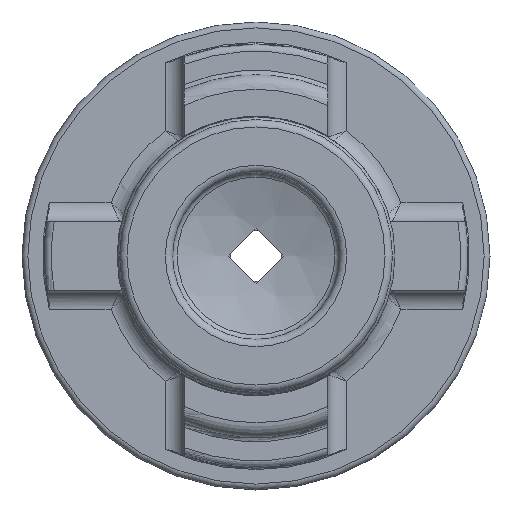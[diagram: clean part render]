
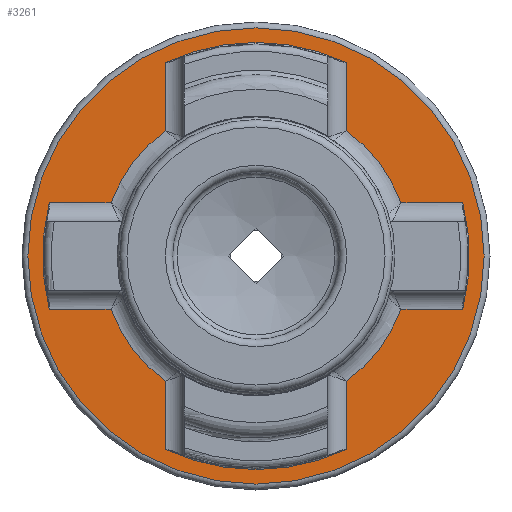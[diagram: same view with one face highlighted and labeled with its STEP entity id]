
A CAD part, left-side view. The second image highlights one B-rep face of the part: STEP entity #3261.
In plain terms, the highlighted planar face has unit normal (-1, 0, 0).
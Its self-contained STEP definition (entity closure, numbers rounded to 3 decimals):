
#19 = AXIS2_PLACEMENT_3D ( 'NONE', #85, #1260, #3074 ) ;
#47 = DIRECTION ( 'NONE',  ( 0., 0., 1. ) ) ;
#75 = CARTESIAN_POINT ( 'NONE',  ( 23.8, 0., 0. ) ) ;
#85 = CARTESIAN_POINT ( 'NONE',  ( 23.8, 0., 0. ) ) ;
#91 = VECTOR ( 'NONE', #3331, 1000. ) ;
#141 = CARTESIAN_POINT ( 'NONE',  ( 23.8, 9.909, -3.65 ) ) ;
#167 = EDGE_CURVE ( 'NONE', #2984, #1154, #998, .T. ) ;
#179 = VECTOR ( 'NONE', #2822, 1000. ) ;
#232 = CIRCLE ( 'NONE', #3603, 10.56 ) ;
#245 = VERTEX_POINT ( 'NONE', #1647 ) ;
#278 = VECTOR ( 'NONE', #1043, 1000. ) ;
#297 = ORIENTED_EDGE ( 'NONE', *, *, #2572, .F. ) ;
#317 = CARTESIAN_POINT ( 'NONE',  ( 23.8, 0., 15.6 ) ) ;
#351 = DIRECTION ( 'NONE',  ( 0., 0., 1. ) ) ;
#368 = VERTEX_POINT ( 'NONE', #771 ) ;
#404 = CARTESIAN_POINT ( 'NONE',  ( 23.8, -14.136, 3.65 ) ) ;
#460 = AXIS2_PLACEMENT_3D ( 'NONE', #3158, #801, #3496 ) ;
#469 = CARTESIAN_POINT ( 'NONE',  ( 23.8, 14.136, 3.65 ) ) ;
#486 = ORIENTED_EDGE ( 'NONE', *, *, #1577, .T. ) ;
#506 = EDGE_CURVE ( 'NONE', #2035, #1052, #952, .T. ) ;
#511 = CARTESIAN_POINT ( 'NONE',  ( 23.8, 0., 0. ) ) ;
#525 = ORIENTED_EDGE ( 'NONE', *, *, #1630, .T. ) ;
#581 = ORIENTED_EDGE ( 'NONE', *, *, #3588, .T. ) ;
#598 = ORIENTED_EDGE ( 'NONE', *, *, #2759, .T. ) ;
#604 = ORIENTED_EDGE ( 'NONE', *, *, #1375, .T. ) ;
#620 = CARTESIAN_POINT ( 'NONE',  ( 23.8, 6.2, -13.218 ) ) ;
#630 = EDGE_CURVE ( 'NONE', #2984, #1432, #1861, .T. ) ;
#638 = ORIENTED_EDGE ( 'NONE', *, *, #2898, .T. ) ;
#647 = LINE ( 'NONE', #3413, #278 ) ;
#716 = ORIENTED_EDGE ( 'NONE', *, *, #1551, .T. ) ;
#771 = CARTESIAN_POINT ( 'NONE',  ( 23.8, -6.2, 8.548 ) ) ;
#786 = EDGE_CURVE ( 'NONE', #1740, #3663, #647, .T. ) ;
#799 = AXIS2_PLACEMENT_3D ( 'NONE', #75, #2399, #3345 ) ;
#801 = DIRECTION ( 'NONE',  ( 1., 0., 0. ) ) ;
#811 = CARTESIAN_POINT ( 'NONE',  ( 23.8, 6.2, -8.548 ) ) ;
#844 = CARTESIAN_POINT ( 'NONE',  ( 23.8, 6.2, 0. ) ) ;
#857 = CIRCLE ( 'NONE', #1001, 14.6 ) ;
#906 = DIRECTION ( 'NONE',  ( 0., 0., -1. ) ) ;
#922 = DIRECTION ( 'NONE',  ( -1., 0., 0. ) ) ;
#949 = CARTESIAN_POINT ( 'NONE',  ( 23.8, -9.909, -3.65 ) ) ;
#952 = LINE ( 'NONE', #2449, #91 ) ;
#986 = CARTESIAN_POINT ( 'NONE',  ( 23.8, 14.6, -3.65 ) ) ;
#998 = CIRCLE ( 'NONE', #1262, 14.6 ) ;
#1001 = AXIS2_PLACEMENT_3D ( 'NONE', #2173, #3371, #47 ) ;
#1026 = DIRECTION ( 'NONE',  ( 0., -1., 0. ) ) ;
#1034 = VERTEX_POINT ( 'NONE', #317 ) ;
#1043 = DIRECTION ( 'NONE',  ( 0., 0., -1. ) ) ;
#1052 = VERTEX_POINT ( 'NONE', #1831 ) ;
#1075 = DIRECTION ( 'NONE',  ( 1., 0., 0. ) ) ;
#1116 = CARTESIAN_POINT ( 'NONE',  ( 23.8, -14.136, -3.65 ) ) ;
#1154 = VERTEX_POINT ( 'NONE', #404 ) ;
#1215 = EDGE_LOOP ( 'NONE', ( #3037, #3584, #3340, #1557, #297, #525, #2045, #486, #1732, #1979, #598, #638, #3530, #2056, #604, #716 ) ) ;
#1217 = CARTESIAN_POINT ( 'NONE',  ( 23.8, 0., 0. ) ) ;
#1224 = CARTESIAN_POINT ( 'NONE',  ( 23.8, -6.2, -8.548 ) ) ;
#1239 = FACE_BOUND ( 'NONE', #1215, .T. ) ;
#1240 = EDGE_CURVE ( 'NONE', #2858, #1636, #232, .T. ) ;
#1260 = DIRECTION ( 'NONE',  ( -1., 0., 0. ) ) ;
#1262 = AXIS2_PLACEMENT_3D ( 'NONE', #2791, #2756, #2171 ) ;
#1268 = CARTESIAN_POINT ( 'NONE',  ( 23.8, -8.957, -3.65 ) ) ;
#1269 = CARTESIAN_POINT ( 'NONE',  ( 23.8, -6.2, 7.857 ) ) ;
#1325 = AXIS2_PLACEMENT_3D ( 'NONE', #1217, #1774, #906 ) ;
#1342 = DIRECTION ( 'NONE',  ( 0., 0., -1. ) ) ;
#1375 = EDGE_CURVE ( 'NONE', #368, #2894, #2506, .T. ) ;
#1401 = EDGE_LOOP ( 'NONE', ( #581 ) ) ;
#1432 = VERTEX_POINT ( 'NONE', #949 ) ;
#1434 = EDGE_CURVE ( 'NONE', #2820, #1623, #1519, .T. ) ;
#1464 = EDGE_CURVE ( 'NONE', #2035, #245, #857, .T. ) ;
#1519 = CIRCLE ( 'NONE', #19, 14.6 ) ;
#1551 = EDGE_CURVE ( 'NONE', #2894, #1154, #3841, .T. ) ;
#1557 = ORIENTED_EDGE ( 'NONE', *, *, #786, .T. ) ;
#1577 = EDGE_CURVE ( 'NONE', #1636, #245, #3669, .T. ) ;
#1593 = AXIS2_PLACEMENT_3D ( 'NONE', #2386, #922, #351 ) ;
#1604 = AXIS2_PLACEMENT_3D ( 'NONE', #2875, #1075, #3769 ) ;
#1623 = VERTEX_POINT ( 'NONE', #2488 ) ;
#1630 = EDGE_CURVE ( 'NONE', #2060, #2858, #2142, .T. ) ;
#1636 = VERTEX_POINT ( 'NONE', #141 ) ;
#1641 = DIRECTION ( 'NONE',  ( 1., 0., 0. ) ) ;
#1647 = CARTESIAN_POINT ( 'NONE',  ( 23.8, 14.136, -3.65 ) ) ;
#1662 = VECTOR ( 'NONE', #2203, 1000. ) ;
#1732 = ORIENTED_EDGE ( 'NONE', *, *, #1464, .F. ) ;
#1740 = VERTEX_POINT ( 'NONE', #1224 ) ;
#1768 = LINE ( 'NONE', #844, #2704 ) ;
#1774 = DIRECTION ( 'NONE',  ( 1., 0., 0. ) ) ;
#1831 = CARTESIAN_POINT ( 'NONE',  ( 23.8, 9.909, 3.65 ) ) ;
#1854 = EDGE_CURVE ( 'NONE', #2820, #368, #2359, .T. ) ;
#1861 = LINE ( 'NONE', #1268, #3401 ) ;
#1979 = ORIENTED_EDGE ( 'NONE', *, *, #506, .T. ) ;
#1983 = CARTESIAN_POINT ( 'NONE',  ( 23.8, -9.909, 3.65 ) ) ;
#2020 = DIRECTION ( 'NONE',  ( 0., 0., 1. ) ) ;
#2035 = VERTEX_POINT ( 'NONE', #469 ) ;
#2045 = ORIENTED_EDGE ( 'NONE', *, *, #1240, .T. ) ;
#2056 = ORIENTED_EDGE ( 'NONE', *, *, #1854, .T. ) ;
#2060 = VERTEX_POINT ( 'NONE', #620 ) ;
#2142 = LINE ( 'NONE', #3084, #1662 ) ;
#2171 = DIRECTION ( 'NONE',  ( 0., 0., 1. ) ) ;
#2173 = CARTESIAN_POINT ( 'NONE',  ( 23.8, 0., 0. ) ) ;
#2203 = DIRECTION ( 'NONE',  ( 0., 0., 1. ) ) ;
#2280 = CIRCLE ( 'NONE', #1593, 14.6 ) ;
#2285 = VERTEX_POINT ( 'NONE', #2798 ) ;
#2359 = LINE ( 'NONE', #1269, #179 ) ;
#2365 = VECTOR ( 'NONE', #1026, 1000. ) ;
#2386 = CARTESIAN_POINT ( 'NONE',  ( 23.8, 0., 0. ) ) ;
#2399 = DIRECTION ( 'NONE',  ( 1., 0., 0. ) ) ;
#2449 = CARTESIAN_POINT ( 'NONE',  ( 23.8, 14.6, 3.65 ) ) ;
#2488 = CARTESIAN_POINT ( 'NONE',  ( 23.8, 6.2, 13.218 ) ) ;
#2502 = VECTOR ( 'NONE', #2517, 1000. ) ;
#2506 = CIRCLE ( 'NONE', #1325, 10.56 ) ;
#2517 = DIRECTION ( 'NONE',  ( 0., 1., 0. ) ) ;
#2547 = CIRCLE ( 'NONE', #799, 10.56 ) ;
#2572 = EDGE_CURVE ( 'NONE', #2060, #3663, #2280, .T. ) ;
#2581 = PLANE ( 'NONE',  #1604 ) ;
#2704 = VECTOR ( 'NONE', #2020, 1000. ) ;
#2756 = DIRECTION ( 'NONE',  ( -1., 0., 0. ) ) ;
#2759 = EDGE_CURVE ( 'NONE', #1052, #2285, #3759, .T. ) ;
#2791 = CARTESIAN_POINT ( 'NONE',  ( 23.8, 0., 0. ) ) ;
#2798 = CARTESIAN_POINT ( 'NONE',  ( 23.8, 6.2, 8.548 ) ) ;
#2820 = VERTEX_POINT ( 'NONE', #3201 ) ;
#2822 = DIRECTION ( 'NONE',  ( 0., 0., -1. ) ) ;
#2858 = VERTEX_POINT ( 'NONE', #811 ) ;
#2875 = CARTESIAN_POINT ( 'NONE',  ( 23.8, 14.6, 0. ) ) ;
#2894 = VERTEX_POINT ( 'NONE', #1983 ) ;
#2898 = EDGE_CURVE ( 'NONE', #2285, #1623, #1768, .T. ) ;
#2909 = DIRECTION ( 'NONE',  ( 0., 0., 1. ) ) ;
#2967 = CARTESIAN_POINT ( 'NONE',  ( 23.8, -6.2, -13.218 ) ) ;
#2984 = VERTEX_POINT ( 'NONE', #1116 ) ;
#3037 = ORIENTED_EDGE ( 'NONE', *, *, #167, .F. ) ;
#3074 = DIRECTION ( 'NONE',  ( 0., 0., 1. ) ) ;
#3084 = CARTESIAN_POINT ( 'NONE',  ( 23.8, 6.2, 0. ) ) ;
#3096 = CARTESIAN_POINT ( 'NONE',  ( 23.8, -14.41, 3.65 ) ) ;
#3158 = CARTESIAN_POINT ( 'NONE',  ( 23.8, 0., 0. ) ) ;
#3201 = CARTESIAN_POINT ( 'NONE',  ( 23.8, -6.2, 13.218 ) ) ;
#3261 = ADVANCED_FACE ( 'NONE', ( #1239, #3440 ), #2581, .F. ) ;
#3331 = DIRECTION ( 'NONE',  ( 0., -1., 0. ) ) ;
#3340 = ORIENTED_EDGE ( 'NONE', *, *, #3471, .T. ) ;
#3345 = DIRECTION ( 'NONE',  ( 0., 0., -1. ) ) ;
#3352 = DIRECTION ( 'NONE',  ( 0., 1., 0. ) ) ;
#3371 = DIRECTION ( 'NONE',  ( -1., 0., 0. ) ) ;
#3401 = VECTOR ( 'NONE', #3352, 1000. ) ;
#3413 = CARTESIAN_POINT ( 'NONE',  ( 23.8, -6.2, -13.753 ) ) ;
#3440 = FACE_OUTER_BOUND ( 'NONE', #1401, .T. ) ;
#3471 = EDGE_CURVE ( 'NONE', #1432, #1740, #2547, .T. ) ;
#3496 = DIRECTION ( 'NONE',  ( 0., 0., -1. ) ) ;
#3530 = ORIENTED_EDGE ( 'NONE', *, *, #1434, .F. ) ;
#3584 = ORIENTED_EDGE ( 'NONE', *, *, #630, .T. ) ;
#3588 = EDGE_CURVE ( 'NONE', #1034, #1034, #3840, .T. ) ;
#3603 = AXIS2_PLACEMENT_3D ( 'NONE', #3755, #1641, #1342 ) ;
#3632 = AXIS2_PLACEMENT_3D ( 'NONE', #511, #3787, #2909 ) ;
#3663 = VERTEX_POINT ( 'NONE', #2967 ) ;
#3669 = LINE ( 'NONE', #986, #2502 ) ;
#3755 = CARTESIAN_POINT ( 'NONE',  ( 23.8, 0., 0. ) ) ;
#3759 = CIRCLE ( 'NONE', #460, 10.56 ) ;
#3769 = DIRECTION ( 'NONE',  ( 0., 0., -1. ) ) ;
#3787 = DIRECTION ( 'NONE',  ( -1., 0., 0. ) ) ;
#3840 = CIRCLE ( 'NONE', #3632, 15.6 ) ;
#3841 = LINE ( 'NONE', #3096, #2365 ) ;
